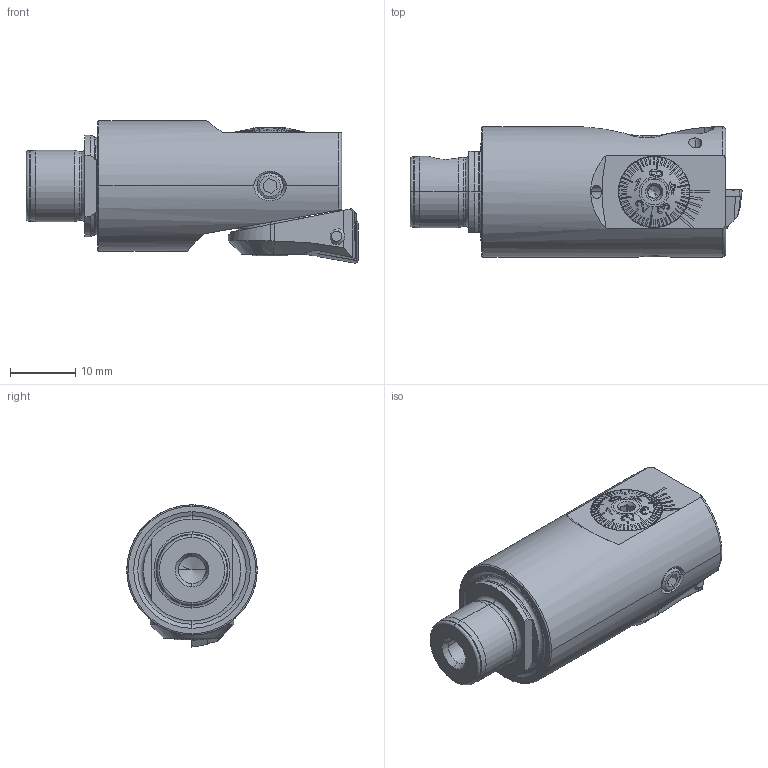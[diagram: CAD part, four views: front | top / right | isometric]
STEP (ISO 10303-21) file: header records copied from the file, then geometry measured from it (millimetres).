
FILE_DESCRIPTION (( 'STEP AP203' ), '1' );
FILE_NAME ('251.200.000.STEP', '2018-02-23T11:02:00', ( 'SWIAdmin' ), ( 'Hewlett-Packard Company' ), 'SwSTEP 2.0', 'SolidWorks 2017', '' );
FILE_SCHEMA (( 'CONFIG_CONTROL_DESIGN' ));
Length unit declared in the file: millimetre
Products named in the file (19): F20-BG2.011.003_A; F20-WCA.001.005_D_fertigbearbeitet; F20-BG2.011.004_A; CCMT060204; F20-BG2.007.006_A; WCA-ER2.001.006_A; Fxx-MAB.xxx.xxx_A_F20M1x2; F20-WCA.001.005; Klebstoff D4; F20-BG1.DA2.011_Aktuell 06.2014-M1x2; F20-ER1.101.006_A; ISO 4026 - M4 x 3; F20-BG3.004.017_A; Zyl..schr..BN 9524_M3x5; 251.200.000; PEE-DA1.011.026_A; F20-BG1.DA1.011_A_Aktuell 06.2014-M1x2; F20-BG2.008.009_A; MB1-F20.DA1.040_A
Assembly tree (18 placements, depth 3):
  251.200.000
    MB1-F20.DA1.040_A
    F20-WCA.001.005
      F20-WCA.001.005_D_fertigbearbeitet
      CCMT060204
      WCA-ER2.001.006_A
    F20-ER1.101.006_A
    Zyl..schr..BN 9524_M3x5
    F20-BG1.DA2.011_Aktuell 06.2014-M1x2
      F20-BG1.DA1.011_A_Aktuell 06.2014-M1x2
      F20-BG2.008.009_A
      F20-BG2.011.003_A
      F20-BG2.011.004_A
      F20-BG2.007.006_A
      Fxx-MAB.xxx.xxx_A_F20M1x2
    F20-BG3.004.017_A
    PEE-DA1.011.026_A
    Klebstoff D4
    ISO 4026 - M4 x 3
Bounding box: 51 x 20 x 21.85 mm (x, y, z)
Volume: 11035.8 mm3; surface area: 8120.7 mm2
Topology: 16 solids, 16 shells, 871 faces, 2260 edges, 1431 vertices
Faces by surface type: plane 371, cylinder 192, cone 191, torus 67, bspline 48, sphere 2
Entity records: 31636 total; most frequent: CARTESIAN_POINT 9340, ORIENTED_EDGE 4488, DIRECTION 3930, EDGE_CURVE 2244, AXIS2_PLACEMENT_3D 1521, VERTEX_POINT 1431, EDGE_LOOP 929, VECTOR 888
